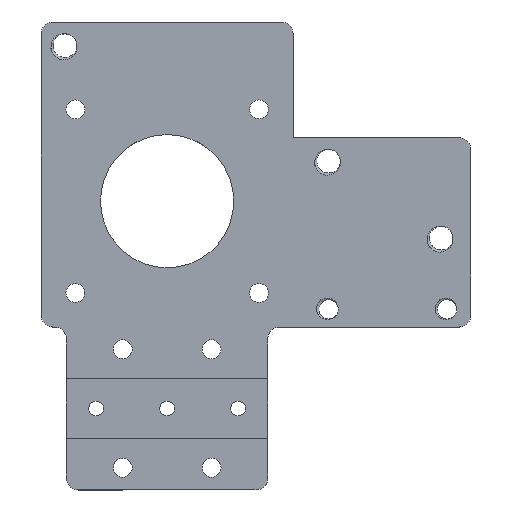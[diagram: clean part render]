
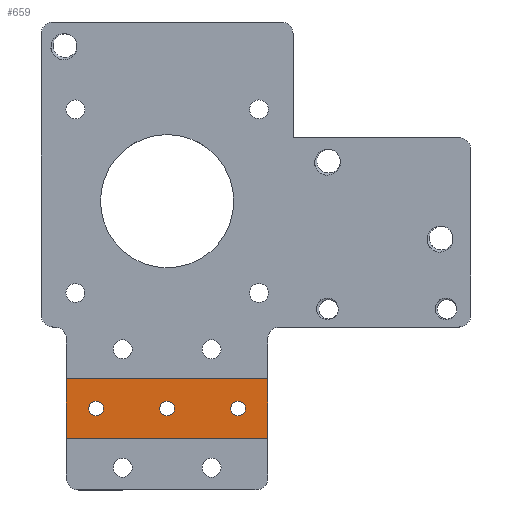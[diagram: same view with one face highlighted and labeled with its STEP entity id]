
A CAD part, top view. The second image highlights one B-rep face of the part: STEP entity #659.
In plain terms, the highlighted planar face has unit normal (0, 0, 1).
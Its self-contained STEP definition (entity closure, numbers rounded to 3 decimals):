
#95 = DIRECTION ( 'NONE',  ( 0., 0., 1. ) ) ;
#432 = EDGE_LOOP ( 'NONE', ( #25837, #28774 ) ) ;
#659 = ADVANCED_FACE ( 'NONE', ( #23409, #28250, #6092, #25832 ), #13543, .T. ) ;
#835 = VERTEX_POINT ( 'NONE', #24003 ) ;
#851 = DIRECTION ( 'NONE',  ( 1., 0., 0. ) ) ;
#974 = VERTEX_POINT ( 'NONE', #10123 ) ;
#1244 = DIRECTION ( 'NONE',  ( 0., 0., 1. ) ) ;
#1922 = VERTEX_POINT ( 'NONE', #29788 ) ;
#2198 = ORIENTED_EDGE ( 'NONE', *, *, #4752, .F. ) ;
#2335 = DIRECTION ( 'NONE',  ( 0., 1., 0. ) ) ;
#2902 = ORIENTED_EDGE ( 'NONE', *, *, #26665, .T. ) ;
#3734 = LINE ( 'NONE', #11353, #7572 ) ;
#3968 = AXIS2_PLACEMENT_3D ( 'NONE', #25359, #95, #9498 ) ;
#4008 = EDGE_CURVE ( 'NONE', #6661, #18451, #21688, .T. ) ;
#4450 = CARTESIAN_POINT ( 'NONE',  ( 17., -40., 3. ) ) ;
#4476 = CARTESIAN_POINT ( 'NONE',  ( 1.25, -35., 3. ) ) ;
#4477 = EDGE_LOOP ( 'NONE', ( #2902, #17752, #6298, #27487 ) ) ;
#4752 = EDGE_CURVE ( 'NONE', #18451, #6661, #16920, .T. ) ;
#4833 = EDGE_CURVE ( 'NONE', #1922, #28403, #12251, .T. ) ;
#5291 = VERTEX_POINT ( 'NONE', #5345 ) ;
#5345 = CARTESIAN_POINT ( 'NONE',  ( -1.25, -35., 3. ) ) ;
#6092 = FACE_BOUND ( 'NONE', #25347, .T. ) ;
#6298 = ORIENTED_EDGE ( 'NONE', *, *, #7140, .T. ) ;
#6513 = CARTESIAN_POINT ( 'NONE',  ( 0., -35., 3. ) ) ;
#6661 = VERTEX_POINT ( 'NONE', #22361 ) ;
#7140 = EDGE_CURVE ( 'NONE', #835, #8910, #9147, .T. ) ;
#7411 = EDGE_LOOP ( 'NONE', ( #2198, #30662 ) ) ;
#7572 = VECTOR ( 'NONE', #15713, 1000. ) ;
#8016 = CARTESIAN_POINT ( 'NONE',  ( -10.75, -35., 3. ) ) ;
#8677 = DIRECTION ( 'NONE',  ( 1., 0., 0. ) ) ;
#8758 = AXIS2_PLACEMENT_3D ( 'NONE', #19005, #21425, #31436 ) ;
#8910 = VERTEX_POINT ( 'NONE', #17772 ) ;
#9055 = VECTOR ( 'NONE', #26688, 1000. ) ;
#9147 = LINE ( 'NONE', #4450, #16404 ) ;
#9498 = DIRECTION ( 'NONE',  ( 1., 0., 0. ) ) ;
#9704 = EDGE_CURVE ( 'NONE', #28403, #1922, #12806, .T. ) ;
#10123 = CARTESIAN_POINT ( 'NONE',  ( -17., -40., 3. ) ) ;
#10392 = VERTEX_POINT ( 'NONE', #4476 ) ;
#10726 = DIRECTION ( 'NONE',  ( 0., 0., 1. ) ) ;
#11353 = CARTESIAN_POINT ( 'NONE',  ( 17., -40., 3. ) ) ;
#11524 = CARTESIAN_POINT ( 'NONE',  ( 17., -30., 3. ) ) ;
#11541 = CARTESIAN_POINT ( 'NONE',  ( 12., -35., 3. ) ) ;
#12251 = CIRCLE ( 'NONE', #30310, 1.25 ) ;
#12585 = AXIS2_PLACEMENT_3D ( 'NONE', #20984, #1244, #8677 ) ;
#12806 = CIRCLE ( 'NONE', #16943, 1.25 ) ;
#13543 = PLANE ( 'NONE',  #12585 ) ;
#13886 = CIRCLE ( 'NONE', #24724, 1.25 ) ;
#14001 = DIRECTION ( 'NONE',  ( 0., 0., 1. ) ) ;
#14254 = CARTESIAN_POINT ( 'NONE',  ( -17., -40., 3. ) ) ;
#14668 = EDGE_CURVE ( 'NONE', #10392, #5291, #13886, .T. ) ;
#15665 = CARTESIAN_POINT ( 'NONE',  ( -17., -30., 3. ) ) ;
#15713 = DIRECTION ( 'NONE',  ( 1., 0., 0. ) ) ;
#15715 = ORIENTED_EDGE ( 'NONE', *, *, #31224, .F. ) ;
#15815 = VECTOR ( 'NONE', #22896, 1000. ) ;
#16095 = DIRECTION ( 'NONE',  ( 1., 0., 0. ) ) ;
#16404 = VECTOR ( 'NONE', #2335, 1000. ) ;
#16844 = AXIS2_PLACEMENT_3D ( 'NONE', #6513, #26083, #18982 ) ;
#16920 = CIRCLE ( 'NONE', #3968, 1.25 ) ;
#16943 = AXIS2_PLACEMENT_3D ( 'NONE', #31122, #14001, #16095 ) ;
#17415 = VERTEX_POINT ( 'NONE', #15665 ) ;
#17752 = ORIENTED_EDGE ( 'NONE', *, *, #24805, .T. ) ;
#17772 = CARTESIAN_POINT ( 'NONE',  ( 17., -30., 3. ) ) ;
#18451 = VERTEX_POINT ( 'NONE', #8016 ) ;
#18982 = DIRECTION ( 'NONE',  ( 1., 0., 0. ) ) ;
#19005 = CARTESIAN_POINT ( 'NONE',  ( -12., -35., 3. ) ) ;
#20984 = CARTESIAN_POINT ( 'NONE',  ( 0., 0., 3. ) ) ;
#21425 = DIRECTION ( 'NONE',  ( 0., 0., 1. ) ) ;
#21688 = CIRCLE ( 'NONE', #8758, 1.25 ) ;
#21729 = DIRECTION ( 'NONE',  ( 1., 0., 0. ) ) ;
#22173 = LINE ( 'NONE', #14254, #9055 ) ;
#22361 = CARTESIAN_POINT ( 'NONE',  ( -13.25, -35., 3. ) ) ;
#22896 = DIRECTION ( 'NONE',  ( -1., 0., 0. ) ) ;
#23056 = LINE ( 'NONE', #11524, #15815 ) ;
#23409 = FACE_BOUND ( 'NONE', #432, .T. ) ;
#23981 = DIRECTION ( 'NONE',  ( 0., 0., 1. ) ) ;
#24003 = CARTESIAN_POINT ( 'NONE',  ( 17., -40., 3. ) ) ;
#24724 = AXIS2_PLACEMENT_3D ( 'NONE', #30589, #10726, #851 ) ;
#24805 = EDGE_CURVE ( 'NONE', #974, #835, #3734, .T. ) ;
#25347 = EDGE_LOOP ( 'NONE', ( #26859, #15715 ) ) ;
#25359 = CARTESIAN_POINT ( 'NONE',  ( -12., -35., 3. ) ) ;
#25832 = FACE_OUTER_BOUND ( 'NONE', #4477, .T. ) ;
#25837 = ORIENTED_EDGE ( 'NONE', *, *, #9704, .F. ) ;
#26083 = DIRECTION ( 'NONE',  ( 0., 0., 1. ) ) ;
#26530 = CARTESIAN_POINT ( 'NONE',  ( 13.25, -35., 3. ) ) ;
#26665 = EDGE_CURVE ( 'NONE', #17415, #974, #22173, .T. ) ;
#26688 = DIRECTION ( 'NONE',  ( 0., -1., 0. ) ) ;
#26859 = ORIENTED_EDGE ( 'NONE', *, *, #14668, .F. ) ;
#27164 = CIRCLE ( 'NONE', #16844, 1.25 ) ;
#27278 = EDGE_CURVE ( 'NONE', #8910, #17415, #23056, .T. ) ;
#27487 = ORIENTED_EDGE ( 'NONE', *, *, #27278, .T. ) ;
#28250 = FACE_BOUND ( 'NONE', #7411, .T. ) ;
#28403 = VERTEX_POINT ( 'NONE', #26530 ) ;
#28774 = ORIENTED_EDGE ( 'NONE', *, *, #4833, .F. ) ;
#29788 = CARTESIAN_POINT ( 'NONE',  ( 10.75, -35., 3. ) ) ;
#30310 = AXIS2_PLACEMENT_3D ( 'NONE', #11541, #23981, #21729 ) ;
#30589 = CARTESIAN_POINT ( 'NONE',  ( 0., -35., 3. ) ) ;
#30662 = ORIENTED_EDGE ( 'NONE', *, *, #4008, .F. ) ;
#31122 = CARTESIAN_POINT ( 'NONE',  ( 12., -35., 3. ) ) ;
#31224 = EDGE_CURVE ( 'NONE', #5291, #10392, #27164, .T. ) ;
#31436 = DIRECTION ( 'NONE',  ( 1., 0., 0. ) ) ;
